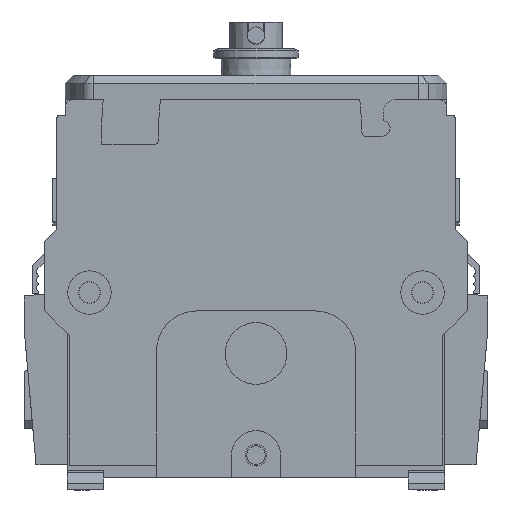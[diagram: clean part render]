
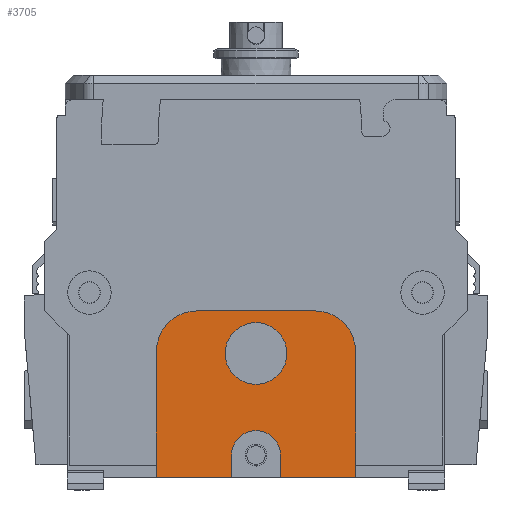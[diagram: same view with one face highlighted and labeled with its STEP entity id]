
A CAD part, front view. The second image highlights one B-rep face of the part: STEP entity #3705.
In plain terms, the highlighted planar face has unit normal (0, -1, 0).
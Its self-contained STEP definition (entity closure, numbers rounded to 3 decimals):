
#3705=ADVANCED_FACE('',(#6122,#6123),#5238,.F.);
#5238=PLANE('',#41129);
#6122=FACE_BOUND('',#7465,.T.);
#6123=FACE_BOUND('',#7466,.T.);
#7465=EDGE_LOOP('',(#15056,#15057,#15058,#15059,#15060,#15061,#15062,#15063,
#15064,#15065,#15066,#15067));
#7466=EDGE_LOOP('',(#15068));
#8968=CIRCLE('',#40950,10.);
#8969=CIRCLE('',#40952,10.);
#8997=CIRCLE('',#41097,6.);
#8999=CIRCLE('',#41128,7.6);
#15056=ORIENTED_EDGE('',*,*,#27337,.T.);
#15057=ORIENTED_EDGE('',*,*,#27346,.T.);
#15058=ORIENTED_EDGE('',*,*,#27419,.T.);
#15059=ORIENTED_EDGE('',*,*,#26795,.T.);
#15060=ORIENTED_EDGE('',*,*,#26976,.F.);
#15061=ORIENTED_EDGE('',*,*,#27002,.T.);
#15062=ORIENTED_EDGE('',*,*,#26978,.F.);
#15063=ORIENTED_EDGE('',*,*,#26981,.T.);
#15064=ORIENTED_EDGE('',*,*,#27013,.T.);
#15065=ORIENTED_EDGE('',*,*,#27347,.T.);
#15066=ORIENTED_EDGE('',*,*,#27334,.T.);
#15067=ORIENTED_EDGE('',*,*,#27330,.T.);
#15068=ORIENTED_EDGE('',*,*,#27420,.T.);
#21721=VERTEX_POINT('',#60747);
#21722=VERTEX_POINT('',#60748);
#21844=VERTEX_POINT('',#61118);
#21845=VERTEX_POINT('',#61122);
#21846=VERTEX_POINT('',#61123);
#21847=VERTEX_POINT('',#61128);
#21857=VERTEX_POINT('',#61191);
#22074=VERTEX_POINT('',#61824);
#22075=VERTEX_POINT('',#61825);
#22078=VERTEX_POINT('',#61833);
#22080=VERTEX_POINT('',#61839);
#22084=VERTEX_POINT('',#61853);
#22125=VERTEX_POINT('',#61994);
#26795=EDGE_CURVE('',#21721,#21722,#32185,.T.);
#26976=EDGE_CURVE('',#21844,#21722,#8968,.T.);
#26978=EDGE_CURVE('',#21845,#21846,#8969,.T.);
#26981=EDGE_CURVE('',#21845,#21847,#32338,.T.);
#27002=EDGE_CURVE('',#21844,#21846,#32358,.T.);
#27013=EDGE_CURVE('',#21847,#21857,#32369,.T.);
#27330=EDGE_CURVE('',#22074,#22075,#8997,.T.);
#27334=EDGE_CURVE('',#22078,#22074,#32660,.T.);
#27337=EDGE_CURVE('',#22075,#22080,#32663,.T.);
#27346=EDGE_CURVE('',#22080,#22084,#32672,.T.);
#27347=EDGE_CURVE('',#21857,#22078,#32673,.T.);
#27419=EDGE_CURVE('',#22084,#21721,#32745,.T.);
#27420=EDGE_CURVE('',#22125,#22125,#8999,.T.);
#32185=LINE('',#60746,#37033);
#32338=LINE('',#61127,#37186);
#32358=LINE('',#61169,#37206);
#32369=LINE('',#61192,#37217);
#32660=LINE('',#61832,#37508);
#32663=LINE('',#61838,#37511);
#32672=LINE('',#61854,#37520);
#32673=LINE('',#61855,#37521);
#32745=LINE('',#61992,#37593);
#37033=VECTOR('',#47264,1.);
#37186=VECTOR('',#47585,1.);
#37206=VECTOR('',#47639,1.);
#37217=VECTOR('',#47662,1.);
#37508=VECTOR('',#48199,1.);
#37511=VECTOR('',#48204,1.);
#37520=VECTOR('',#48217,1.);
#37521=VECTOR('',#48218,1.);
#37593=VECTOR('',#48340,1.);
#40950=AXIS2_PLACEMENT_3D('',#61117,#47574,#47575);
#40952=AXIS2_PLACEMENT_3D('',#61121,#47579,#47580);
#41097=AXIS2_PLACEMENT_3D('',#61823,#48191,#48192);
#41128=AXIS2_PLACEMENT_3D('',#61993,#48341,#48342);
#41129=AXIS2_PLACEMENT_3D('',#61995,#48343,#48344);
#47264=DIRECTION('',(0.,0.,1.));
#47574=DIRECTION('',(0.,1.,0.));
#47575=DIRECTION('',(0.707,0.,0.707));
#47579=DIRECTION('',(0.,1.,0.));
#47580=DIRECTION('',(-0.707,0.,0.707));
#47585=DIRECTION('',(0.,0.,-1.));
#47639=DIRECTION('',(-1.,0.,0.));
#47662=DIRECTION('',(0.,0.,-1.));
#48191=DIRECTION('',(0.,1.,0.));
#48192=DIRECTION('',(-1.,0.,0.));
#48199=DIRECTION('',(0.,0.,1.));
#48204=DIRECTION('',(0.,0.,-1.));
#48217=DIRECTION('',(1.,0.,0.));
#48218=DIRECTION('',(1.,0.,0.));
#48340=DIRECTION('',(0.,0.,1.));
#48341=DIRECTION('',(0.,1.,0.));
#48342=DIRECTION('',(-1.,0.,0.));
#48343=DIRECTION('',(0.,1.,0.));
#48344=DIRECTION('',(-1.,0.,0.));
#60746=CARTESIAN_POINT('',(24.5,-62.,4.));
#60747=CARTESIAN_POINT('',(24.5,-62.,-27.5));
#60748=CARTESIAN_POINT('',(24.5,-62.,0.5));
#61117=CARTESIAN_POINT('',(14.5,-62.,0.5));
#61118=CARTESIAN_POINT('',(14.5,-62.,10.5));
#61121=CARTESIAN_POINT('',(-14.5,-62.,0.5));
#61122=CARTESIAN_POINT('',(-24.5,-62.,0.5));
#61123=CARTESIAN_POINT('',(-14.5,-62.,10.5));
#61127=CARTESIAN_POINT('',(-24.5,-62.,-16.5));
#61128=CARTESIAN_POINT('',(-24.5,-62.,-27.5));
#61169=CARTESIAN_POINT('',(-12.25,-62.,10.5));
#61191=CARTESIAN_POINT('',(-24.5,-62.,-30.5));
#61192=CARTESIAN_POINT('',(-24.5,-62.,-16.5));
#61823=CARTESIAN_POINT('',(0.,-62.,-25.));
#61824=CARTESIAN_POINT('',(-6.,-62.,-25.));
#61825=CARTESIAN_POINT('',(6.,-62.,-25.));
#61832=CARTESIAN_POINT('',(-6.,-62.,-16.5));
#61833=CARTESIAN_POINT('',(-6.,-62.,-30.5));
#61838=CARTESIAN_POINT('',(6.,-62.,-13.75));
#61839=CARTESIAN_POINT('',(6.,-62.,-30.5));
#61853=CARTESIAN_POINT('',(24.5,-62.,-30.5));
#61854=CARTESIAN_POINT('',(-46.5,-62.,-30.5));
#61855=CARTESIAN_POINT('',(-46.5,-62.,-30.5));
#61992=CARTESIAN_POINT('',(24.5,-62.,4.));
#61993=CARTESIAN_POINT('',(0.,-62.,0.));
#61994=CARTESIAN_POINT('',(7.6,-62.,0.));
#61995=CARTESIAN_POINT('',(0.,-62.,-2.5));
